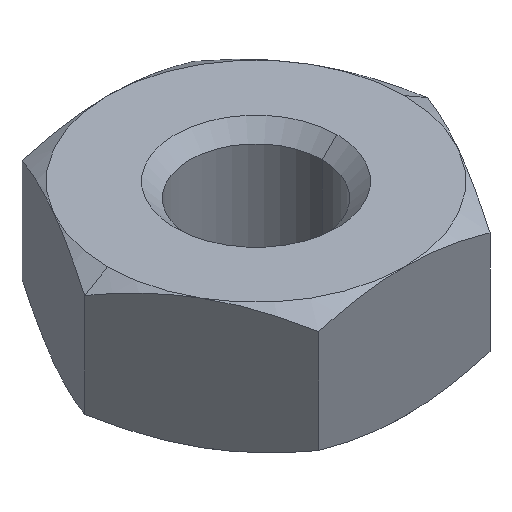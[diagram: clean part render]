
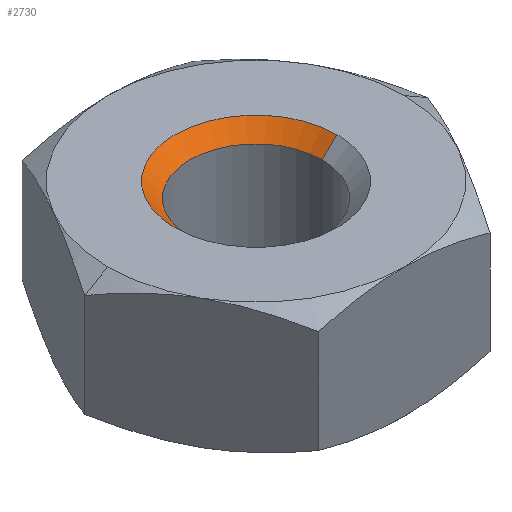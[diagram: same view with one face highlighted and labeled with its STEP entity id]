
A CAD part, isometric view. The second image highlights one B-rep face of the part: STEP entity #2730.
In plain terms, the highlighted conical face has half-angle 45 degrees and reference radius 1.365 mm.
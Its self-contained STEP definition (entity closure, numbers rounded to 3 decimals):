
#228 = VERTEX_POINT('',#229);
#229 = CARTESIAN_POINT('',(-1.229,0.,2.129));
#230 = VERTEX_POINT('',#231);
#231 = CARTESIAN_POINT('',(1.229,0.,2.129));
#245 = CONICAL_SURFACE('',#246,1.365,0.785);
#246 = AXIS2_PLACEMENT_3D('',#247,#248,#249);
#247 = CARTESIAN_POINT('',(0.,0.,2.265));
#248 = DIRECTION('',(0.,0.,1.));
#249 = DIRECTION('',(1.,0.,0.));
#292 = CYLINDRICAL_SURFACE('',#293,1.229);
#293 = AXIS2_PLACEMENT_3D('',#294,#295,#296);
#294 = CARTESIAN_POINT('',(0.,0.,1.2));
#295 = DIRECTION('',(0.,0.,-1.));
#296 = DIRECTION('',(1.,0.,0.));
#373 = VERTEX_POINT('',#374);
#374 = CARTESIAN_POINT('',(-1.5,0.,2.4));
#375 = VERTEX_POINT('',#376);
#376 = CARTESIAN_POINT('',(1.5,0.,2.4));
#413 = PLANE('',#414);
#414 = AXIS2_PLACEMENT_3D('',#415,#416,#417);
#415 = CARTESIAN_POINT('',(2.125,0.,2.4));
#416 = DIRECTION('',(0.,0.,1.));
#417 = DIRECTION('',(1.,0.,0.));
#425 = EDGE_CURVE('',#373,#228,#426,.T.);
#426 = SURFACE_CURVE('',#427,(#431,#437),.PCURVE_S1.);
#427 = LINE('',#428,#429);
#428 = CARTESIAN_POINT('',(-1.365,0.,2.265));
#429 = VECTOR('',#430,1.);
#430 = DIRECTION('',(0.707,0.,-0.707)
  );
#431 = PCURVE('',#245,#432);
#432 = DEFINITIONAL_REPRESENTATION('',(#433),#436);
#433 = B_SPLINE_CURVE_WITH_KNOTS('',1,(#434,#435),.UNSPECIFIED.,.F.,.F.,
  (2,2),(-0.191,0.191),.PIECEWISE_BEZIER_KNOTS.);
#434 = CARTESIAN_POINT('',(3.142,0.135));
#435 = CARTESIAN_POINT('',(3.142,-0.135));
#436 = ( GEOMETRIC_REPRESENTATION_CONTEXT(2) 
PARAMETRIC_REPRESENTATION_CONTEXT() REPRESENTATION_CONTEXT('2D SPACE',''
  ) );
#437 = PCURVE('',#438,#443);
#438 = CONICAL_SURFACE('',#439,1.365,0.785);
#439 = AXIS2_PLACEMENT_3D('',#440,#441,#442);
#440 = CARTESIAN_POINT('',(0.,0.,2.265));
#441 = DIRECTION('',(0.,0.,1.));
#442 = DIRECTION('',(1.,0.,0.));
#443 = DEFINITIONAL_REPRESENTATION('',(#444),#447);
#444 = B_SPLINE_CURVE_WITH_KNOTS('',1,(#445,#446),.UNSPECIFIED.,.F.,.F.,
  (2,2),(-0.191,0.191),.PIECEWISE_BEZIER_KNOTS.);
#445 = CARTESIAN_POINT('',(3.142,0.135));
#446 = CARTESIAN_POINT('',(3.142,-0.135));
#447 = ( GEOMETRIC_REPRESENTATION_CONTEXT(2) 
PARAMETRIC_REPRESENTATION_CONTEXT() REPRESENTATION_CONTEXT('2D SPACE',''
  ) );
#450 = EDGE_CURVE('',#230,#375,#451,.T.);
#451 = SURFACE_CURVE('',#452,(#456,#462),.PCURVE_S1.);
#452 = LINE('',#453,#454);
#453 = CARTESIAN_POINT('',(1.365,0.,2.265));
#454 = VECTOR('',#455,1.);
#455 = DIRECTION('',(0.707,0.,0.707)
  );
#456 = PCURVE('',#245,#457);
#457 = DEFINITIONAL_REPRESENTATION('',(#458),#461);
#458 = B_SPLINE_CURVE_WITH_KNOTS('',1,(#459,#460),.UNSPECIFIED.,.F.,.F.,
  (2,2),(-0.191,0.191),.PIECEWISE_BEZIER_KNOTS.);
#459 = CARTESIAN_POINT('',(6.283,-0.135));
#460 = CARTESIAN_POINT('',(6.283,0.135));
#461 = ( GEOMETRIC_REPRESENTATION_CONTEXT(2) 
PARAMETRIC_REPRESENTATION_CONTEXT() REPRESENTATION_CONTEXT('2D SPACE',''
  ) );
#462 = PCURVE('',#438,#463);
#463 = DEFINITIONAL_REPRESENTATION('',(#464),#467);
#464 = B_SPLINE_CURVE_WITH_KNOTS('',1,(#465,#466),.UNSPECIFIED.,.F.,.F.,
  (2,2),(-0.191,0.191),.PIECEWISE_BEZIER_KNOTS.);
#465 = CARTESIAN_POINT('',(0.,-0.135));
#466 = CARTESIAN_POINT('',(0.,0.135));
#467 = ( GEOMETRIC_REPRESENTATION_CONTEXT(2) 
PARAMETRIC_REPRESENTATION_CONTEXT() REPRESENTATION_CONTEXT('2D SPACE',''
  ) );
#2676 = EDGE_CURVE('',#375,#373,#2677,.T.);
#2677 = SURFACE_CURVE('',#2678,(#2683,#2690),.PCURVE_S1.);
#2678 = CIRCLE('',#2679,1.5);
#2679 = AXIS2_PLACEMENT_3D('',#2680,#2681,#2682);
#2680 = CARTESIAN_POINT('',(0.,0.,2.4));
#2681 = DIRECTION('',(0.,0.,1.));
#2682 = DIRECTION('',(1.,0.,0.));
#2683 = PCURVE('',#413,#2684);
#2684 = DEFINITIONAL_REPRESENTATION('',(#2685),#2689);
#2685 = CIRCLE('',#2686,1.5);
#2686 = AXIS2_PLACEMENT_2D('',#2687,#2688);
#2687 = CARTESIAN_POINT('',(-2.125,0.));
#2688 = DIRECTION('',(1.,0.));
#2689 = ( GEOMETRIC_REPRESENTATION_CONTEXT(2) 
PARAMETRIC_REPRESENTATION_CONTEXT() REPRESENTATION_CONTEXT('2D SPACE',''
  ) );
#2690 = PCURVE('',#438,#2691);
#2691 = DEFINITIONAL_REPRESENTATION('',(#2692),#2718);
#2692 = B_SPLINE_CURVE_WITH_KNOTS('',3,(#2693,#2694,#2695,#2696,#2697,
    #2698,#2699,#2700,#2701,#2702,#2703,#2704,#2705,#2706,#2707,#2708,
    #2709,#2710,#2711,#2712,#2713,#2714,#2715,#2716,#2717),
  .UNSPECIFIED.,.F.,.F.,(4,1,1,1,1,1,1,1,1,1,1,1,1,1,1,1,1,1,1,1,1,1,4),
  (0.,0.143,0.286,0.428,0.571,
    0.714,0.857,1.,1.142,
    1.285,1.428,1.571,1.714,
    1.856,1.999,2.142,2.285,
    2.428,2.57,2.713,2.856,
    2.999,3.142),.QUASI_UNIFORM_KNOTS.);
#2693 = CARTESIAN_POINT('',(0.,0.135));
#2694 = CARTESIAN_POINT('',(0.048,0.135));
#2695 = CARTESIAN_POINT('',(0.143,0.135));
#2696 = CARTESIAN_POINT('',(0.286,0.135));
#2697 = CARTESIAN_POINT('',(0.428,0.135));
#2698 = CARTESIAN_POINT('',(0.571,0.135));
#2699 = CARTESIAN_POINT('',(0.714,0.135));
#2700 = CARTESIAN_POINT('',(0.857,0.135));
#2701 = CARTESIAN_POINT('',(1.,0.135));
#2702 = CARTESIAN_POINT('',(1.142,0.135));
#2703 = CARTESIAN_POINT('',(1.285,0.135));
#2704 = CARTESIAN_POINT('',(1.428,0.135));
#2705 = CARTESIAN_POINT('',(1.571,0.135));
#2706 = CARTESIAN_POINT('',(1.714,0.135));
#2707 = CARTESIAN_POINT('',(1.856,0.135));
#2708 = CARTESIAN_POINT('',(1.999,0.135));
#2709 = CARTESIAN_POINT('',(2.142,0.135));
#2710 = CARTESIAN_POINT('',(2.285,0.135));
#2711 = CARTESIAN_POINT('',(2.428,0.135));
#2712 = CARTESIAN_POINT('',(2.57,0.135));
#2713 = CARTESIAN_POINT('',(2.713,0.135));
#2714 = CARTESIAN_POINT('',(2.856,0.135));
#2715 = CARTESIAN_POINT('',(2.999,0.135));
#2716 = CARTESIAN_POINT('',(3.094,0.135));
#2717 = CARTESIAN_POINT('',(3.142,0.135));
#2718 = ( GEOMETRIC_REPRESENTATION_CONTEXT(2) 
PARAMETRIC_REPRESENTATION_CONTEXT() REPRESENTATION_CONTEXT('2D SPACE',''
  ) );
#2730 = ADVANCED_FACE('',(#2731),#438,.F.);
#2731 = FACE_BOUND('',#2732,.F.);
#2732 = EDGE_LOOP('',(#2733,#2776,#2777,#2778));
#2733 = ORIENTED_EDGE('',*,*,#2734,.T.);
#2734 = EDGE_CURVE('',#230,#228,#2735,.T.);
#2735 = SURFACE_CURVE('',#2736,(#2741,#2770),.PCURVE_S1.);
#2736 = CIRCLE('',#2737,1.229);
#2737 = AXIS2_PLACEMENT_3D('',#2738,#2739,#2740);
#2738 = CARTESIAN_POINT('',(0.,0.,2.129));
#2739 = DIRECTION('',(0.,0.,1.));
#2740 = DIRECTION('',(1.,0.,0.));
#2741 = PCURVE('',#438,#2742);
#2742 = DEFINITIONAL_REPRESENTATION('',(#2743),#2769);
#2743 = B_SPLINE_CURVE_WITH_KNOTS('',3,(#2744,#2745,#2746,#2747,#2748,
    #2749,#2750,#2751,#2752,#2753,#2754,#2755,#2756,#2757,#2758,#2759,
    #2760,#2761,#2762,#2763,#2764,#2765,#2766,#2767,#2768),
  .UNSPECIFIED.,.F.,.F.,(4,1,1,1,1,1,1,1,1,1,1,1,1,1,1,1,1,1,1,1,1,1,4),
  (0.,0.143,0.286,0.428,0.571,
    0.714,0.857,1.,1.142,
    1.285,1.428,1.571,1.714,
    1.856,1.999,2.142,2.285,
    2.428,2.57,2.713,2.856,
    2.999,3.142),.QUASI_UNIFORM_KNOTS.);
#2744 = CARTESIAN_POINT('',(0.,-0.135));
#2745 = CARTESIAN_POINT('',(0.048,-0.135));
#2746 = CARTESIAN_POINT('',(0.143,-0.135));
#2747 = CARTESIAN_POINT('',(0.286,-0.135));
#2748 = CARTESIAN_POINT('',(0.428,-0.135));
#2749 = CARTESIAN_POINT('',(0.571,-0.135));
#2750 = CARTESIAN_POINT('',(0.714,-0.135));
#2751 = CARTESIAN_POINT('',(0.857,-0.135));
#2752 = CARTESIAN_POINT('',(1.,-0.135));
#2753 = CARTESIAN_POINT('',(1.142,-0.135));
#2754 = CARTESIAN_POINT('',(1.285,-0.135));
#2755 = CARTESIAN_POINT('',(1.428,-0.135));
#2756 = CARTESIAN_POINT('',(1.571,-0.135));
#2757 = CARTESIAN_POINT('',(1.714,-0.135));
#2758 = CARTESIAN_POINT('',(1.856,-0.135));
#2759 = CARTESIAN_POINT('',(1.999,-0.135));
#2760 = CARTESIAN_POINT('',(2.142,-0.135));
#2761 = CARTESIAN_POINT('',(2.285,-0.135));
#2762 = CARTESIAN_POINT('',(2.428,-0.135));
#2763 = CARTESIAN_POINT('',(2.57,-0.135));
#2764 = CARTESIAN_POINT('',(2.713,-0.135));
#2765 = CARTESIAN_POINT('',(2.856,-0.135));
#2766 = CARTESIAN_POINT('',(2.999,-0.135));
#2767 = CARTESIAN_POINT('',(3.094,-0.135));
#2768 = CARTESIAN_POINT('',(3.142,-0.135));
#2769 = ( GEOMETRIC_REPRESENTATION_CONTEXT(2) 
PARAMETRIC_REPRESENTATION_CONTEXT() REPRESENTATION_CONTEXT('2D SPACE',''
  ) );
#2770 = PCURVE('',#292,#2771);
#2771 = DEFINITIONAL_REPRESENTATION('',(#2772),#2775);
#2772 = B_SPLINE_CURVE_WITH_KNOTS('',1,(#2773,#2774),.UNSPECIFIED.,.F.,
  .F.,(2,2),(0.,3.142),.PIECEWISE_BEZIER_KNOTS.);
#2773 = CARTESIAN_POINT('',(6.283,-0.929));
#2774 = CARTESIAN_POINT('',(3.142,-0.929));
#2775 = ( GEOMETRIC_REPRESENTATION_CONTEXT(2) 
PARAMETRIC_REPRESENTATION_CONTEXT() REPRESENTATION_CONTEXT('2D SPACE',''
  ) );
#2776 = ORIENTED_EDGE('',*,*,#425,.F.);
#2777 = ORIENTED_EDGE('',*,*,#2676,.F.);
#2778 = ORIENTED_EDGE('',*,*,#450,.F.);
